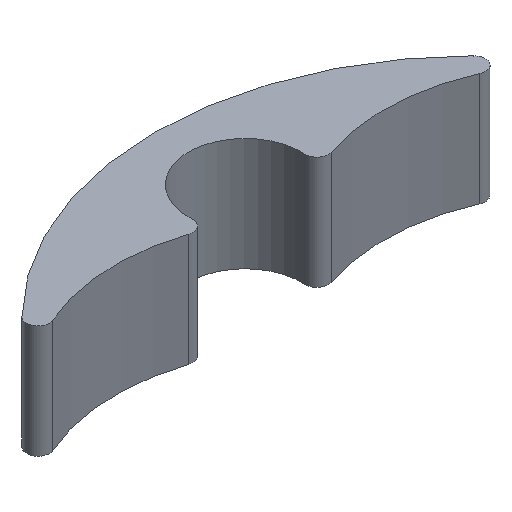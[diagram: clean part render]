
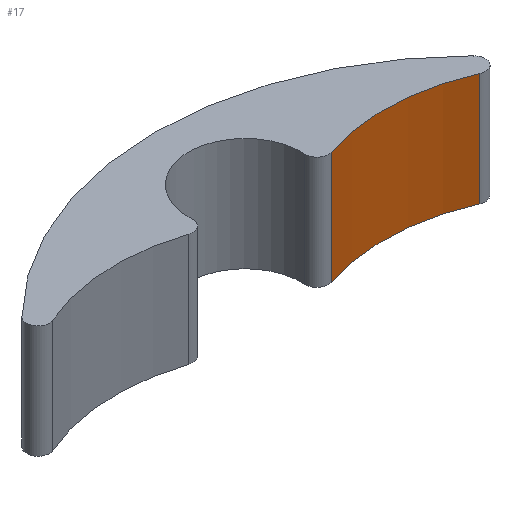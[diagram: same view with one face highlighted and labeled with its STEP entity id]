
A CAD part, isometric view. The second image highlights one B-rep face of the part: STEP entity #17.
In plain terms, the highlighted cylindrical face has radius 17.5 mm (diameter 35 mm), a partial arc.
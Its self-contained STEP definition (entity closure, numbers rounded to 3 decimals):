
#17 = ADVANCED_FACE('',(#18),#33,.F.);
#18 = FACE_BOUND('',#19,.T.);
#19 = EDGE_LOOP('',(#20,#56,#116,#145));
#20 = ORIENTED_EDGE('',*,*,#21,.F.);
#21 = EDGE_CURVE('',#22,#24,#26,.T.);
#22 = VERTEX_POINT('',#23);
#23 = CARTESIAN_POINT('',(18.919,18.512,0.));
#24 = VERTEX_POINT('',#25);
#25 = CARTESIAN_POINT('',(6.307,19.082,0.));
#26 = SURFACE_CURVE('',#27,(#32,#44),.PCURVE_S1.);
#27 = CIRCLE('',#28,17.5);
#28 = AXIS2_PLACEMENT_3D('',#29,#30,#31);
#29 = CARTESIAN_POINT('',(11.876,2.492,0.));
#30 = DIRECTION('',(0.,0.,1.));
#31 = DIRECTION('',(1.,0.,0.));
#32 = PCURVE('',#33,#38);
#33 = CYLINDRICAL_SURFACE('',#34,17.5);
#34 = AXIS2_PLACEMENT_3D('',#35,#36,#37);
#35 = CARTESIAN_POINT('',(11.876,2.492,0.));
#36 = DIRECTION('',(-0.,-0.,-1.));
#37 = DIRECTION('',(1.,0.,0.));
#38 = DEFINITIONAL_REPRESENTATION('',(#39),#43);
#39 = LINE('',#40,#41);
#40 = CARTESIAN_POINT('',(-0.,0.));
#41 = VECTOR('',#42,1.);
#42 = DIRECTION('',(-1.,0.));
#43 = ( GEOMETRIC_REPRESENTATION_CONTEXT(2) 
PARAMETRIC_REPRESENTATION_CONTEXT() REPRESENTATION_CONTEXT('2D SPACE',''
  ) );
#44 = PCURVE('',#45,#50);
#45 = PLANE('',#46);
#46 = AXIS2_PLACEMENT_3D('',#47,#48,#49);
#47 = CARTESIAN_POINT('',(0.,21.217,0.));
#48 = DIRECTION('',(0.,0.,1.));
#49 = DIRECTION('',(1.,0.,0.));
#50 = DEFINITIONAL_REPRESENTATION('',(#51),#55);
#51 = CIRCLE('',#52,17.5);
#52 = AXIS2_PLACEMENT_2D('',#53,#54);
#53 = CARTESIAN_POINT('',(11.876,-18.724));
#54 = DIRECTION('',(1.,0.));
#55 = ( GEOMETRIC_REPRESENTATION_CONTEXT(2) 
PARAMETRIC_REPRESENTATION_CONTEXT() REPRESENTATION_CONTEXT('2D SPACE',''
  ) );
#56 = ORIENTED_EDGE('',*,*,#57,.T.);
#57 = EDGE_CURVE('',#22,#58,#60,.T.);
#58 = VERTEX_POINT('',#59);
#59 = CARTESIAN_POINT('',(18.919,18.512,10.));
#60 = SURFACE_CURVE('',#61,(#67,#73),.PCURVE_S1.);
#61 = B_SPLINE_CURVE_WITH_KNOTS('',2,(#62,#63,#64,#65,#66),
  .UNSPECIFIED.,.F.,.F.,(3,1,1,3),(-0.612,0.,10.,10.612
    ),.UNSPECIFIED.);
#62 = CARTESIAN_POINT('',(18.919,18.512,-0.612));
#63 = CARTESIAN_POINT('',(18.919,18.512,-0.306));
#64 = CARTESIAN_POINT('',(18.919,18.512,5.));
#65 = CARTESIAN_POINT('',(18.919,18.512,10.306));
#66 = CARTESIAN_POINT('',(18.919,18.512,10.612));
#67 = PCURVE('',#33,#68);
#68 = DEFINITIONAL_REPRESENTATION('',(#69),#72);
#69 = B_SPLINE_CURVE_WITH_KNOTS('',1,(#70,#71),.UNSPECIFIED.,.F.,.F.,(2,
    2),(0.,10.),.PIECEWISE_BEZIER_KNOTS.);
#70 = CARTESIAN_POINT('',(-1.157,0.));
#71 = CARTESIAN_POINT('',(-1.157,-10.));
#72 = ( GEOMETRIC_REPRESENTATION_CONTEXT(2) 
PARAMETRIC_REPRESENTATION_CONTEXT() REPRESENTATION_CONTEXT('2D SPACE',''
  ) );
#73 = PCURVE('',#74,#110);
#74 = ( BOUNDED_SURFACE() B_SPLINE_SURFACE(6,2,(
    (#75,#76,#77,#78,#79)
    ,(#80,#81,#82,#83,#84)
    ,(#85,#86,#87,#88,#89)
    ,(#90,#91,#92,#93,#94)
    ,(#95,#96,#97,#98,#99)
    ,(#100,#101,#102,#103,#104)
    ,(#105,#106,#107,#108,#109
)),.UNSPECIFIED.,.F.,.F.,.F.) B_SPLINE_SURFACE_WITH_KNOTS((7,7),(3,1,1,3
    ),(0.,10.),(-0.612,0.,10.,10.612),.UNSPECIFIED.) 
GEOMETRIC_REPRESENTATION_ITEM() RATIONAL_B_SPLINE_SURFACE((
    (1.102,1.102,1.102,1.102
      ,1.102)
    ,(1.029,1.029,1.029,1.029
      ,1.029)
    ,(0.994,0.994,0.994,0.994
      ,0.994)
    ,(0.982,0.982,0.982,0.982
      ,0.982)
    ,(0.994,0.994,0.994,0.994
      ,0.994)
    ,(1.029,1.029,1.029,1.029
      ,1.029)
    ,(1.102,1.102,1.102,1.102
,1.102))) REPRESENTATION_ITEM('') SURFACE() );
#75 = CARTESIAN_POINT('',(18.919,18.512,-0.612));
#76 = CARTESIAN_POINT('',(18.919,18.512,-0.306));
#77 = CARTESIAN_POINT('',(18.919,18.512,5.));
#78 = CARTESIAN_POINT('',(18.919,18.512,10.306));
#79 = CARTESIAN_POINT('',(18.919,18.512,10.612));
#80 = CARTESIAN_POINT('',(19.372,18.313,-0.612));
#81 = CARTESIAN_POINT('',(19.372,18.313,-0.306));
#82 = CARTESIAN_POINT('',(19.372,18.313,5.));
#83 = CARTESIAN_POINT('',(19.372,18.313,10.306));
#84 = CARTESIAN_POINT('',(19.372,18.313,10.612));
#85 = CARTESIAN_POINT('',(19.898,18.393,-0.612));
#86 = CARTESIAN_POINT('',(19.898,18.393,-0.306));
#87 = CARTESIAN_POINT('',(19.898,18.393,5.));
#88 = CARTESIAN_POINT('',(19.898,18.393,10.306));
#89 = CARTESIAN_POINT('',(19.898,18.393,10.612));
#90 = CARTESIAN_POINT('',(20.321,18.746,-0.612));
#91 = CARTESIAN_POINT('',(20.321,18.746,-0.306));
#92 = CARTESIAN_POINT('',(20.321,18.746,5.));
#93 = CARTESIAN_POINT('',(20.321,18.746,10.306));
#94 = CARTESIAN_POINT('',(20.321,18.746,10.612));
#95 = CARTESIAN_POINT('',(20.496,19.27,-0.612));
#96 = CARTESIAN_POINT('',(20.496,19.27,-0.306));
#97 = CARTESIAN_POINT('',(20.496,19.27,5.));
#98 = CARTESIAN_POINT('',(20.496,19.27,10.306));
#99 = CARTESIAN_POINT('',(20.496,19.27,10.612));
#100 = CARTESIAN_POINT('',(20.377,19.788,-0.612));
#101 = CARTESIAN_POINT('',(20.377,19.788,-0.306));
#102 = CARTESIAN_POINT('',(20.377,19.788,5.));
#103 = CARTESIAN_POINT('',(20.377,19.788,10.306));
#104 = CARTESIAN_POINT('',(20.377,19.788,10.612));
#105 = CARTESIAN_POINT('',(20.027,20.137,-0.612));
#106 = CARTESIAN_POINT('',(20.027,20.137,-0.306));
#107 = CARTESIAN_POINT('',(20.027,20.137,5.));
#108 = CARTESIAN_POINT('',(20.027,20.137,10.306));
#109 = CARTESIAN_POINT('',(20.027,20.137,10.612));
#110 = DEFINITIONAL_REPRESENTATION('',(#111),#115);
#111 = LINE('',#112,#113);
#112 = CARTESIAN_POINT('',(0.,0.));
#113 = VECTOR('',#114,1.);
#114 = DIRECTION('',(0.,1.));
#115 = ( GEOMETRIC_REPRESENTATION_CONTEXT(2) 
PARAMETRIC_REPRESENTATION_CONTEXT() REPRESENTATION_CONTEXT('2D SPACE',''
  ) );
#116 = ORIENTED_EDGE('',*,*,#117,.T.);
#117 = EDGE_CURVE('',#58,#118,#120,.T.);
#118 = VERTEX_POINT('',#119);
#119 = CARTESIAN_POINT('',(6.307,19.082,10.));
#120 = SURFACE_CURVE('',#121,(#126,#133),.PCURVE_S1.);
#121 = CIRCLE('',#122,17.5);
#122 = AXIS2_PLACEMENT_3D('',#123,#124,#125);
#123 = CARTESIAN_POINT('',(11.876,2.492,10.));
#124 = DIRECTION('',(0.,0.,1.));
#125 = DIRECTION('',(1.,0.,0.));
#126 = PCURVE('',#33,#127);
#127 = DEFINITIONAL_REPRESENTATION('',(#128),#132);
#128 = LINE('',#129,#130);
#129 = CARTESIAN_POINT('',(-0.,-10.));
#130 = VECTOR('',#131,1.);
#131 = DIRECTION('',(-1.,0.));
#132 = ( GEOMETRIC_REPRESENTATION_CONTEXT(2) 
PARAMETRIC_REPRESENTATION_CONTEXT() REPRESENTATION_CONTEXT('2D SPACE',''
  ) );
#133 = PCURVE('',#134,#139);
#134 = PLANE('',#135);
#135 = AXIS2_PLACEMENT_3D('',#136,#137,#138);
#136 = CARTESIAN_POINT('',(0.,21.217,10.));
#137 = DIRECTION('',(0.,0.,1.));
#138 = DIRECTION('',(1.,0.,0.));
#139 = DEFINITIONAL_REPRESENTATION('',(#140),#144);
#140 = CIRCLE('',#141,17.5);
#141 = AXIS2_PLACEMENT_2D('',#142,#143);
#142 = CARTESIAN_POINT('',(11.876,-18.724));
#143 = DIRECTION('',(1.,0.));
#144 = ( GEOMETRIC_REPRESENTATION_CONTEXT(2) 
PARAMETRIC_REPRESENTATION_CONTEXT() REPRESENTATION_CONTEXT('2D SPACE',''
  ) );
#145 = ORIENTED_EDGE('',*,*,#146,.F.);
#146 = EDGE_CURVE('',#24,#118,#147,.T.);
#147 = SURFACE_CURVE('',#148,(#154,#160),.PCURVE_S1.);
#148 = B_SPLINE_CURVE_WITH_KNOTS('',2,(#149,#150,#151,#152,#153),
  .UNSPECIFIED.,.F.,.F.,(3,1,1,3),(-0.612,0.,10.,10.612
    ),.UNSPECIFIED.);
#149 = CARTESIAN_POINT('',(6.307,19.082,-0.612));
#150 = CARTESIAN_POINT('',(6.307,19.082,-0.306));
#151 = CARTESIAN_POINT('',(6.307,19.082,5.));
#152 = CARTESIAN_POINT('',(6.307,19.082,10.306));
#153 = CARTESIAN_POINT('',(6.307,19.082,10.612));
#154 = PCURVE('',#33,#155);
#155 = DEFINITIONAL_REPRESENTATION('',(#156),#159);
#156 = B_SPLINE_CURVE_WITH_KNOTS('',1,(#157,#158),.UNSPECIFIED.,.F.,.F.,
  (2,2),(0.,10.),.PIECEWISE_BEZIER_KNOTS.);
#157 = CARTESIAN_POINT('',(-1.895,0.));
#158 = CARTESIAN_POINT('',(-1.895,-10.));
#159 = ( GEOMETRIC_REPRESENTATION_CONTEXT(2) 
PARAMETRIC_REPRESENTATION_CONTEXT() REPRESENTATION_CONTEXT('2D SPACE',''
  ) );
#160 = PCURVE('',#161,#177);
#161 = ( BOUNDED_SURFACE() B_SPLINE_SURFACE(2,2,(
    (#162,#163,#164,#165,#166)
    ,(#167,#168,#169,#170,#171)
    ,(#172,#173,#174,#175,#176
)),.UNSPECIFIED.,.F.,.F.,.F.) B_SPLINE_SURFACE_WITH_KNOTS((3,3),(3,1,1,3
    ),(0.,10.),(-0.612,0.,10.,10.612),.UNSPECIFIED.) 
GEOMETRIC_REPRESENTATION_ITEM() RATIONAL_B_SPLINE_SURFACE((
    (1.,1.,1.,1.,1.)
    ,(0.559,0.559,0.559,0.559
      ,0.559)
,(1.,1.,1.,1.,1.))) REPRESENTATION_ITEM('') SURFACE() );
#162 = CARTESIAN_POINT('',(6.307,19.082,-0.612));
#163 = CARTESIAN_POINT('',(6.307,19.082,-0.306));
#164 = CARTESIAN_POINT('',(6.307,19.082,5.));
#165 = CARTESIAN_POINT('',(6.307,19.082,10.306));
#166 = CARTESIAN_POINT('',(6.307,19.082,10.612));
#167 = CARTESIAN_POINT('',(4.899,18.61,-0.612));
#168 = CARTESIAN_POINT('',(4.899,18.61,-0.306));
#169 = CARTESIAN_POINT('',(4.899,18.61,5.));
#170 = CARTESIAN_POINT('',(4.899,18.61,10.306));
#171 = CARTESIAN_POINT('',(4.899,18.61,10.612));
#172 = CARTESIAN_POINT('',(4.991,20.092,-0.612));
#173 = CARTESIAN_POINT('',(4.991,20.092,-0.306));
#174 = CARTESIAN_POINT('',(4.991,20.092,5.));
#175 = CARTESIAN_POINT('',(4.991,20.092,10.306));
#176 = CARTESIAN_POINT('',(4.991,20.092,10.612));
#177 = DEFINITIONAL_REPRESENTATION('',(#178),#182);
#178 = LINE('',#179,#180);
#179 = CARTESIAN_POINT('',(0.,0.));
#180 = VECTOR('',#181,1.);
#181 = DIRECTION('',(0.,1.));
#182 = ( GEOMETRIC_REPRESENTATION_CONTEXT(2) 
PARAMETRIC_REPRESENTATION_CONTEXT() REPRESENTATION_CONTEXT('2D SPACE',''
  ) );
